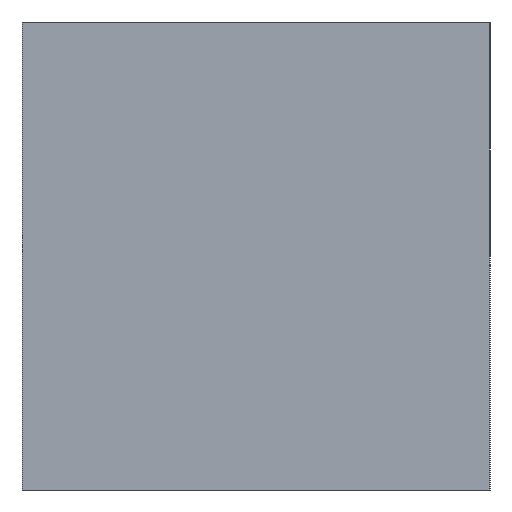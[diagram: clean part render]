
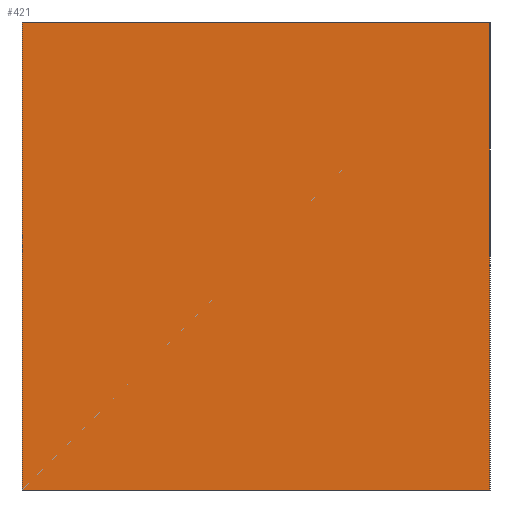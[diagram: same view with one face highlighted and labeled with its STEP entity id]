
A CAD part, left-side view. The second image highlights one B-rep face of the part: STEP entity #421.
In plain terms, the highlighted planar face has unit normal (-1, 0, 0).
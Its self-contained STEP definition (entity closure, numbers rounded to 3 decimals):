
#396 = VERTEX_POINT('',#397);
#397 = CARTESIAN_POINT('',(-3.05,-1.25,1.25));
#403 = EDGE_CURVE('',#404,#396,#406,.T.);
#404 = VERTEX_POINT('',#405);
#405 = CARTESIAN_POINT('',(-3.05,1.25,1.25));
#406 = LINE('',#407,#408);
#407 = CARTESIAN_POINT('',(-3.05,1.25,1.25));
#408 = VECTOR('',#409,1.);
#409 = DIRECTION('',(0.,-1.,0.));
#421 = ADVANCED_FACE('',(#422),#447,.F.);
#422 = FACE_BOUND('',#423,.F.);
#423 = EDGE_LOOP('',(#424,#425,#433,#441));
#424 = ORIENTED_EDGE('',*,*,#403,.T.);
#425 = ORIENTED_EDGE('',*,*,#426,.T.);
#426 = EDGE_CURVE('',#396,#427,#429,.T.);
#427 = VERTEX_POINT('',#428);
#428 = CARTESIAN_POINT('',(-3.05,-1.25,-1.25));
#429 = LINE('',#430,#431);
#430 = CARTESIAN_POINT('',(-3.05,-1.25,1.25));
#431 = VECTOR('',#432,1.);
#432 = DIRECTION('',(0.,0.,-1.));
#433 = ORIENTED_EDGE('',*,*,#434,.F.);
#434 = EDGE_CURVE('',#435,#427,#437,.T.);
#435 = VERTEX_POINT('',#436);
#436 = CARTESIAN_POINT('',(-3.05,1.25,-1.25));
#437 = LINE('',#438,#439);
#438 = CARTESIAN_POINT('',(-3.05,1.25,-1.25));
#439 = VECTOR('',#440,1.);
#440 = DIRECTION('',(0.,-1.,0.));
#441 = ORIENTED_EDGE('',*,*,#442,.F.);
#442 = EDGE_CURVE('',#404,#435,#443,.T.);
#443 = LINE('',#444,#445);
#444 = CARTESIAN_POINT('',(-3.05,1.25,1.25));
#445 = VECTOR('',#446,1.);
#446 = DIRECTION('',(0.,0.,-1.));
#447 = PLANE('',#448);
#448 = AXIS2_PLACEMENT_3D('',#449,#450,#451);
#449 = CARTESIAN_POINT('',(-3.05,1.25,1.25));
#450 = DIRECTION('',(1.,0.,0.));
#451 = DIRECTION('',(0.,0.,-1.));
